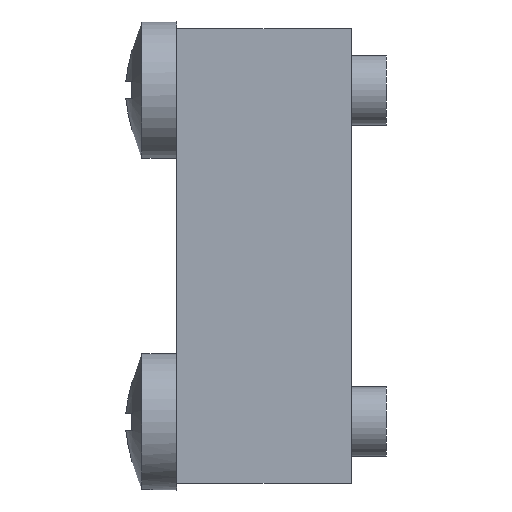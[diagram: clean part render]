
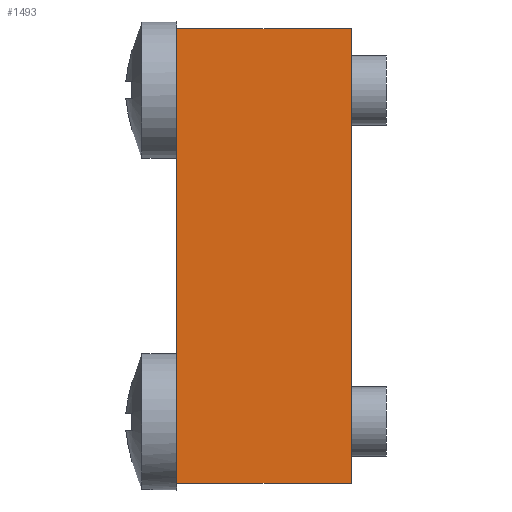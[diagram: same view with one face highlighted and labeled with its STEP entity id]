
A CAD part, left-side view. The second image highlights one B-rep face of the part: STEP entity #1493.
In plain terms, the highlighted planar face has unit normal (-1, 0, 0).
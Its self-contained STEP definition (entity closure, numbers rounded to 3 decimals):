
#1213=CARTESIAN_POINT('',(-35.0,-3.,-13.0));
#1214=VERTEX_POINT('',#1213);
#1223=CARTESIAN_POINT('',(-35.0,7.,-13.0));
#1224=VERTEX_POINT('',#1223);
#1225=CARTESIAN_POINT('',(-35.0,7.,-13.0));
#1226=DIRECTION('',(0.0,-1.0,0.0));
#1227=VECTOR('',#1226,10.0);
#1228=LINE('',#1225,#1227);
#1229=EDGE_CURVE('',#1224,#1214,#1228,.T.);
#1294=CARTESIAN_POINT('',(-35.0,7.,13.0));
#1295=VERTEX_POINT('',#1294);
#1296=CARTESIAN_POINT('',(-35.0,7.,13.0));
#1297=DIRECTION('',(0.0,0.0,-1.0));
#1298=VECTOR('',#1297,26.0);
#1299=LINE('',#1296,#1298);
#1300=EDGE_CURVE('',#1295,#1224,#1299,.T.);
#1458=CARTESIAN_POINT('',(-35.0,-3.,13.0));
#1459=VERTEX_POINT('',#1458);
#1466=CARTESIAN_POINT('',(-35.0,-3.,-13.0));
#1467=DIRECTION('',(0.0,0.0,1.0));
#1468=VECTOR('',#1467,26.0);
#1469=LINE('',#1466,#1468);
#1470=EDGE_CURVE('',#1214,#1459,#1469,.T.);
#1477=CARTESIAN_POINT('',(-35.0,-3.,0.0));
#1478=DIRECTION('',(-1.0,0.0,0.0));
#1479=DIRECTION('',(0.0,0.0,1.0));
#1480=AXIS2_PLACEMENT_3D('',#1477,#1478,#1479);
#1481=PLANE('',#1480);
#1482=CARTESIAN_POINT('',(-35.0,-3.,13.0));
#1483=DIRECTION('',(0.0,1.0,0.0));
#1484=VECTOR('',#1483,10.0);
#1485=LINE('',#1482,#1484);
#1486=EDGE_CURVE('',#1459,#1295,#1485,.T.);
#1487=ORIENTED_EDGE('',*,*,#1486,.T.);
#1488=ORIENTED_EDGE('',*,*,#1300,.T.);
#1489=ORIENTED_EDGE('',*,*,#1229,.T.);
#1490=ORIENTED_EDGE('',*,*,#1470,.T.);
#1491=EDGE_LOOP('',(#1487,#1488,#1489,#1490));
#1492=FACE_OUTER_BOUND('',#1491,.T.);
#1493=ADVANCED_FACE('',(#1492),#1481,.T.);
